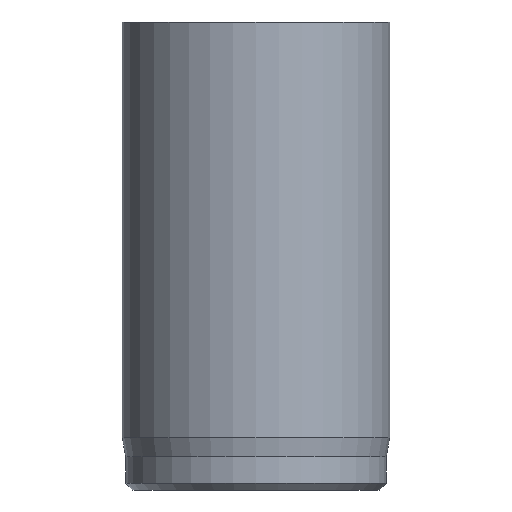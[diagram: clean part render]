
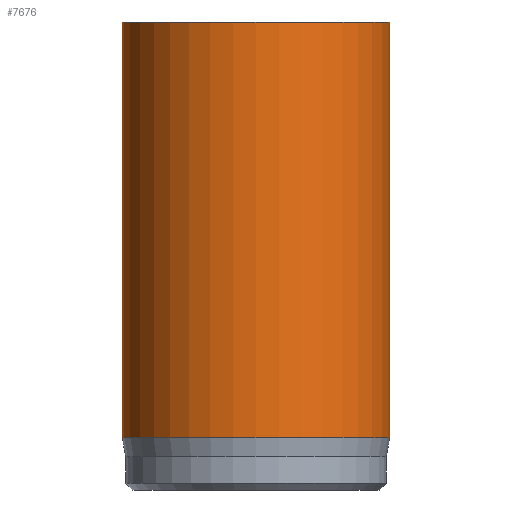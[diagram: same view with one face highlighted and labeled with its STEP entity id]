
A CAD part, front view. The second image highlights one B-rep face of the part: STEP entity #7676.
In plain terms, the highlighted cylindrical face has radius 4 mm (diameter 8 mm), a full revolution.
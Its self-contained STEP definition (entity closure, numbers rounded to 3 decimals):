
#31=CYLINDRICAL_SURFACE('',#7990,4.);
#44=CIRCLE('',#7968,4.);
#55=CIRCLE('',#7988,4.);
#56=CIRCLE('',#7989,4.);
#1059=FACE_OUTER_BOUND('',#1529,.T.);
#1529=EDGE_LOOP('',(#6939,#6940,#6941,#6942,#6943));
#2242=LINE('',#13890,#2961);
#2961=VECTOR('',#9197,4.);
#3684=VERTEX_POINT('',#13848);
#3695=VERTEX_POINT('',#13884);
#3696=VERTEX_POINT('',#13885);
#4767=EDGE_CURVE('',#3684,#3684,#44,.T.);
#4783=EDGE_CURVE('',#3695,#3696,#55,.T.);
#4784=EDGE_CURVE('',#3696,#3695,#56,.T.);
#4786=EDGE_CURVE('',#3684,#3695,#2242,.T.);
#6939=ORIENTED_EDGE('',*,*,#4767,.T.);
#6940=ORIENTED_EDGE('',*,*,#4786,.T.);
#6941=ORIENTED_EDGE('',*,*,#4783,.T.);
#6942=ORIENTED_EDGE('',*,*,#4784,.T.);
#6943=ORIENTED_EDGE('',*,*,#4786,.F.);
#7676=ADVANCED_FACE('',(#1059),#31,.T.);
#7968=AXIS2_PLACEMENT_3D('',#13849,#9145,#9146);
#7988=AXIS2_PLACEMENT_3D('',#13886,#9190,#9191);
#7989=AXIS2_PLACEMENT_3D('',#13887,#9192,#9193);
#7990=AXIS2_PLACEMENT_3D('',#13889,#9195,#9196);
#9145=DIRECTION('center_axis',(0.,0.,-1.));
#9146=DIRECTION('ref_axis',(-1.,0.,0.));
#9190=DIRECTION('center_axis',(0.,0.,1.));
#9191=DIRECTION('ref_axis',(-1.,0.,0.));
#9192=DIRECTION('center_axis',(0.,0.,1.));
#9193=DIRECTION('ref_axis',(-1.,0.,0.));
#9195=DIRECTION('center_axis',(0.,0.,1.));
#9196=DIRECTION('ref_axis',(-1.,0.,0.));
#9197=DIRECTION('',(0.,0.,-1.));
#13848=CARTESIAN_POINT('',(4.,0.,14.));
#13849=CARTESIAN_POINT('Origin',(0.,0.,14.));
#13884=CARTESIAN_POINT('',(4.,0.,1.567));
#13885=CARTESIAN_POINT('',(-4.,0.,1.567));
#13886=CARTESIAN_POINT('Origin',(0.,0.,1.567));
#13887=CARTESIAN_POINT('Origin',(0.,0.,1.567));
#13889=CARTESIAN_POINT('Origin',(0.,0.,0.));
#13890=CARTESIAN_POINT('',(4.,0.,0.));
